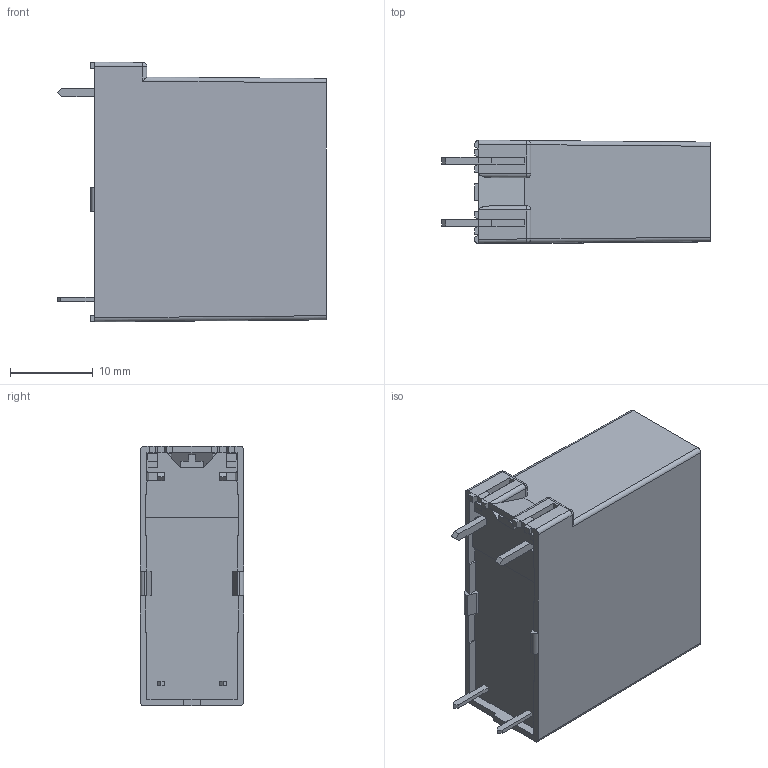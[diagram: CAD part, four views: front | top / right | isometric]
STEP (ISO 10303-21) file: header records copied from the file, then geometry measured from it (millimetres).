
FILE_DESCRIPTION(('STEP AP214'),'2;1');
FILE_NAME('4531.stp','2010-07-07T08:11:06',(''),(''),'2007.1.106','THINKDESIGN','');
FILE_SCHEMA(('AUTOMOTIVE_DESIGN'));
Length unit declared in the file: millimetre
Products named in the file (1): None
Bounding box: 32.5 x 12.5 x 31.4 mm (x, y, z)
Surface area: 5230 mm2 (no closed solid volume)
Topology: 0 solids, 0 shells, 190 faces, 1213 edges, 1209 vertices
Faces by surface type: plane 129, cylinder 32, bspline 29
Full cylindrical faces by diameter (mm): 1.5 x2
Entity records: 12862 total; most frequent: CARTESIAN_POINT 4761, DIRECTION 1337, COMPOSITE_CURVE_SEGMENT 1209, TRIMMED_CURVE 979, VECTOR 943, LINE 943, AXIS2_PLACEMENT_3D 197, OUTER_BOUNDARY_CURVE 190
